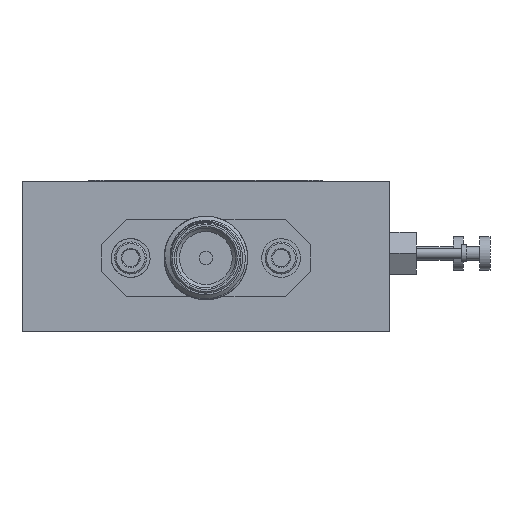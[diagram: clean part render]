
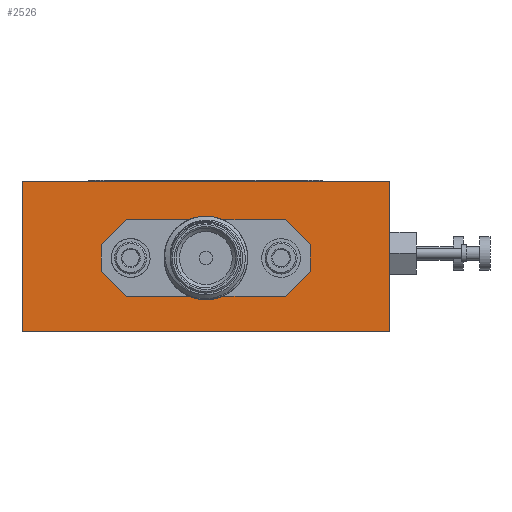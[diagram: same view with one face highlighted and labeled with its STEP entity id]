
A CAD part, left-side view. The second image highlights one B-rep face of the part: STEP entity #2526.
In plain terms, the highlighted planar face has unit normal (-1, 0, 0).
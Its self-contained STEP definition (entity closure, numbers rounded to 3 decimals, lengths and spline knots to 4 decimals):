
#485 = DIRECTION ( 'NONE',  ( 0., 0.707, -0.707 ) ) ;
#1357 = VECTOR ( 'NONE', #6139, 39.3701 ) ;
#2159 = CARTESIAN_POINT ( 'NONE',  ( -0.895, -0.55, 0.225 ) ) ;
#2355 = DIRECTION ( 'NONE',  ( 1., 0., 0. ) ) ;
#2391 = VECTOR ( 'NONE', #4454, 39.3701 ) ;
#2526 = ADVANCED_FACE ( 'NONE', ( #5580, #24885 ), #20693, .F. ) ;
#2667 = CARTESIAN_POINT ( 'NONE',  ( -0.895, -0.2375, -0.12 ) ) ;
#2831 = EDGE_LOOP ( 'NONE', ( #8220, #19319, #46760, #36378, #40748, #27126, #28284, #45319 ) ) ;
#3120 = CARTESIAN_POINT ( 'NONE',  ( -0.895, 0.3125, -0.045 ) ) ;
#3356 = EDGE_CURVE ( 'NONE', #44428, #20374, #6073, .T. ) ;
#3869 = CARTESIAN_POINT ( 'NONE',  ( -0.895, -0.55, 0.225 ) ) ;
#4454 = DIRECTION ( 'NONE',  ( 0., 0., -1. ) ) ;
#5108 = EDGE_CURVE ( 'NONE', #12217, #46142, #25220, .T. ) ;
#5168 = EDGE_CURVE ( 'NONE', #47927, #20374, #33411, .T. ) ;
#5550 = LINE ( 'NONE', #9020, #49064 ) ;
#5580 = FACE_OUTER_BOUND ( 'NONE', #33417, .T. ) ;
#5925 = LINE ( 'NONE', #32958, #32076 ) ;
#6073 = LINE ( 'NONE', #17488, #13130 ) ;
#6139 = DIRECTION ( 'NONE',  ( 0., 1., 0. ) ) ;
#7193 = VERTEX_POINT ( 'NONE', #14377 ) ;
#7717 = VECTOR ( 'NONE', #485, 39.3701 ) ;
#7996 = VECTOR ( 'NONE', #25060, 39.3701 ) ;
#8220 = ORIENTED_EDGE ( 'NONE', *, *, #41342, .T. ) ;
#8427 = LINE ( 'NONE', #34729, #2391 ) ;
#9020 = CARTESIAN_POINT ( 'NONE',  ( -0.895, -0.3125, 0.035 ) ) ;
#9143 = EDGE_CURVE ( 'NONE', #35807, #36155, #22086, .T. ) ;
#9260 = DIRECTION ( 'NONE',  ( 0., 0., -1. ) ) ;
#9875 = VECTOR ( 'NONE', #31426, 39.3701 ) ;
#10591 = DIRECTION ( 'NONE',  ( 0., 0., -1. ) ) ;
#10924 = LINE ( 'NONE', #26274, #7717 ) ;
#12217 = VERTEX_POINT ( 'NONE', #36140 ) ;
#12622 = CARTESIAN_POINT ( 'NONE',  ( -0.895, 0.3125, -0.045 ) ) ;
#13012 = CARTESIAN_POINT ( 'NONE',  ( -0.895, 0.2375, 0.11 ) ) ;
#13130 = VECTOR ( 'NONE', #24665, 39.3701 ) ;
#13243 = CARTESIAN_POINT ( 'NONE',  ( -0.895, 0.3125, 0.035 ) ) ;
#13316 = LINE ( 'NONE', #2159, #9875 ) ;
#13737 = DIRECTION ( 'NONE',  ( 0., 0., -1. ) ) ;
#14127 = CARTESIAN_POINT ( 'NONE',  ( -0.895, 0.55, -0.225 ) ) ;
#14377 = CARTESIAN_POINT ( 'NONE',  ( -0.895, -0.2375, 0.11 ) ) ;
#15235 = EDGE_CURVE ( 'NONE', #17756, #46083, #5550, .T. ) ;
#15937 = VERTEX_POINT ( 'NONE', #42222 ) ;
#16741 = LINE ( 'NONE', #13012, #31224 ) ;
#16871 = EDGE_CURVE ( 'NONE', #15937, #44428, #8427, .T. ) ;
#17488 = CARTESIAN_POINT ( 'NONE',  ( -0.895, -0.55, -0.225 ) ) ;
#17756 = VERTEX_POINT ( 'NONE', #47122 ) ;
#19319 = ORIENTED_EDGE ( 'NONE', *, *, #9143, .T. ) ;
#19558 = LINE ( 'NONE', #12622, #25043 ) ;
#20236 = AXIS2_PLACEMENT_3D ( 'NONE', #36330, #2355, #13737 ) ;
#20284 = DIRECTION ( 'NONE',  ( 0., 0., 1. ) ) ;
#20374 = VERTEX_POINT ( 'NONE', #32891 ) ;
#20693 = PLANE ( 'NONE',  #20236 ) ;
#21302 = DIRECTION ( 'NONE',  ( 0., 0.707, 0.707 ) ) ;
#22086 = LINE ( 'NONE', #47909, #7996 ) ;
#23039 = ORIENTED_EDGE ( 'NONE', *, *, #37749, .F. ) ;
#23739 = VERTEX_POINT ( 'NONE', #3120 ) ;
#24036 = ORIENTED_EDGE ( 'NONE', *, *, #5168, .F. ) ;
#24522 = CARTESIAN_POINT ( 'NONE',  ( -0.895, 0.2375, -0.12 ) ) ;
#24665 = DIRECTION ( 'NONE',  ( 0., -1., 0. ) ) ;
#24885 = FACE_BOUND ( 'NONE', #2831, .T. ) ;
#25043 = VECTOR ( 'NONE', #20284, 39.3701 ) ;
#25060 = DIRECTION ( 'NONE',  ( 0., -0.707, 0.707 ) ) ;
#25220 = LINE ( 'NONE', #2667, #1357 ) ;
#25617 = LINE ( 'NONE', #29108, #32915 ) ;
#26062 = ORIENTED_EDGE ( 'NONE', *, *, #16871, .T. ) ;
#26274 = CARTESIAN_POINT ( 'NONE',  ( -0.895, -0.3125, -0.045 ) ) ;
#26284 = CARTESIAN_POINT ( 'NONE',  ( -0.895, -0.3125, -0.045 ) ) ;
#26776 = ORIENTED_EDGE ( 'NONE', *, *, #3356, .T. ) ;
#27126 = ORIENTED_EDGE ( 'NONE', *, *, #42695, .T. ) ;
#28284 = ORIENTED_EDGE ( 'NONE', *, *, #5108, .T. ) ;
#29108 = CARTESIAN_POINT ( 'NONE',  ( -0.895, -0.2375, 0.11 ) ) ;
#31129 = DIRECTION ( 'NONE',  ( 0., -1., 0. ) ) ;
#31224 = VECTOR ( 'NONE', #31129, 39.3701 ) ;
#31426 = DIRECTION ( 'NONE',  ( 0., -1., 0. ) ) ;
#32076 = VECTOR ( 'NONE', #21302, 39.3701 ) ;
#32431 = CARTESIAN_POINT ( 'NONE',  ( -0.895, -0.55, 0.225 ) ) ;
#32891 = CARTESIAN_POINT ( 'NONE',  ( -0.895, -0.55, -0.225 ) ) ;
#32915 = VECTOR ( 'NONE', #40786, 39.3701 ) ;
#32958 = CARTESIAN_POINT ( 'NONE',  ( -0.895, 0.2375, -0.12 ) ) ;
#33411 = LINE ( 'NONE', #32431, #37023 ) ;
#33417 = EDGE_LOOP ( 'NONE', ( #26776, #24036, #23039, #26062 ) ) ;
#34729 = CARTESIAN_POINT ( 'NONE',  ( -0.895, 0.55, 0.225 ) ) ;
#35276 = CARTESIAN_POINT ( 'NONE',  ( -0.895, 0.2375, 0.11 ) ) ;
#35633 = EDGE_CURVE ( 'NONE', #46142, #23739, #5925, .T. ) ;
#35807 = VERTEX_POINT ( 'NONE', #13243 ) ;
#35928 = EDGE_CURVE ( 'NONE', #7193, #17756, #25617, .T. ) ;
#36140 = CARTESIAN_POINT ( 'NONE',  ( -0.895, -0.2375, -0.12 ) ) ;
#36155 = VERTEX_POINT ( 'NONE', #35276 ) ;
#36330 = CARTESIAN_POINT ( 'NONE',  ( -0.895, -0.55, 0.225 ) ) ;
#36378 = ORIENTED_EDGE ( 'NONE', *, *, #35928, .T. ) ;
#36918 = EDGE_CURVE ( 'NONE', #36155, #7193, #16741, .T. ) ;
#37023 = VECTOR ( 'NONE', #10591, 39.3701 ) ;
#37749 = EDGE_CURVE ( 'NONE', #15937, #47927, #13316, .T. ) ;
#40748 = ORIENTED_EDGE ( 'NONE', *, *, #15235, .T. ) ;
#40786 = DIRECTION ( 'NONE',  ( 0., -0.707, -0.707 ) ) ;
#41342 = EDGE_CURVE ( 'NONE', #23739, #35807, #19558, .T. ) ;
#42222 = CARTESIAN_POINT ( 'NONE',  ( -0.895, 0.55, 0.225 ) ) ;
#42695 = EDGE_CURVE ( 'NONE', #46083, #12217, #10924, .T. ) ;
#44428 = VERTEX_POINT ( 'NONE', #14127 ) ;
#45319 = ORIENTED_EDGE ( 'NONE', *, *, #35633, .T. ) ;
#46083 = VERTEX_POINT ( 'NONE', #26284 ) ;
#46142 = VERTEX_POINT ( 'NONE', #24522 ) ;
#46760 = ORIENTED_EDGE ( 'NONE', *, *, #36918, .T. ) ;
#47122 = CARTESIAN_POINT ( 'NONE',  ( -0.895, -0.3125, 0.035 ) ) ;
#47909 = CARTESIAN_POINT ( 'NONE',  ( -0.895, 0.3125, 0.035 ) ) ;
#47927 = VERTEX_POINT ( 'NONE', #3869 ) ;
#49064 = VECTOR ( 'NONE', #9260, 39.3701 ) ;
